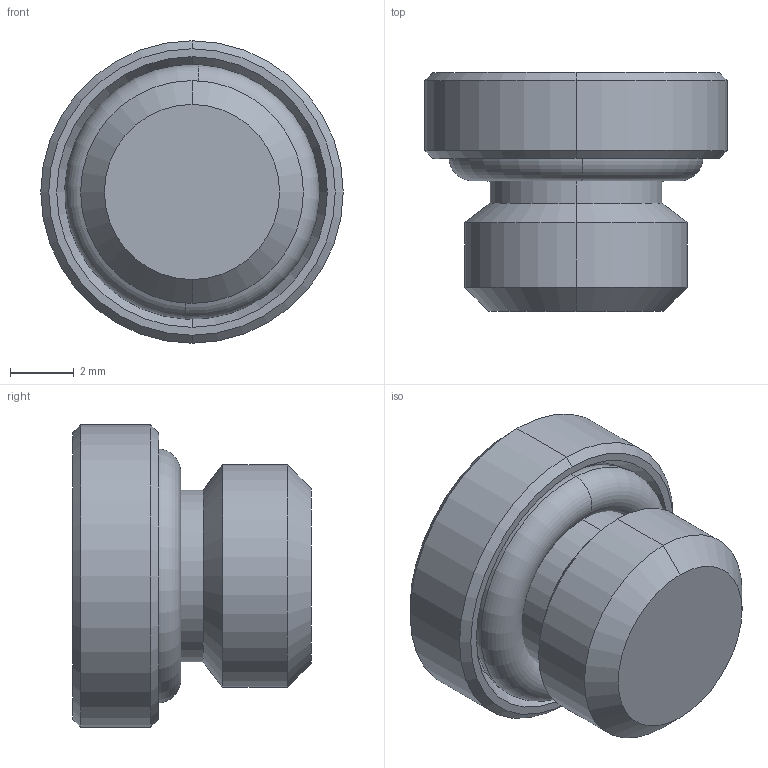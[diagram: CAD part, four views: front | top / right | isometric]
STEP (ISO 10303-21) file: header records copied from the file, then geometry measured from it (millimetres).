
FILE_DESCRIPTION (( 'STEP AP214' ), '1' );
FILE_NAME ('0301500011.STEP', '2022-06-15T08:04:17', ( '' ), ( '' ), 'SwSTEP 2.0', 'SolidWorks 2020', '' );
FILE_SCHEMA (( 'AUTOMOTIVE_DESIGN' ));
Length unit declared in the file: millimetre
Products named in the file (1): 0301500011
Bounding box: 9.5 x 7.5 x 9.5 mm (x, y, z)
Volume: 315.4 mm3; surface area: 490.2 mm2
Topology: 2 solids, 2 shells, 41 faces, 88 edges, 51 vertices
Faces by surface type: cone 14, plane 11, cylinder 8, torus 8
Entity records: 1610 total; most frequent: CARTESIAN_POINT 215, DIRECTION 206, ORIENTED_EDGE 172, EDGE_CURVE 86, AXIS2_PLACEMENT_3D 86, VERTEX_POINT 51, UNCERTAINTY_MEASURE_WITH_UNIT 45, EDGE_LOOP 45
